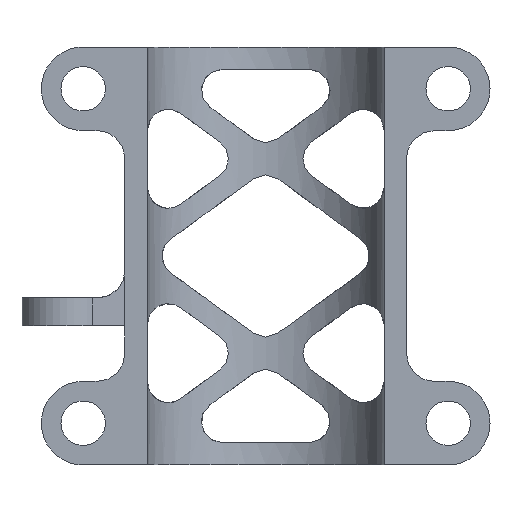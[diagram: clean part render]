
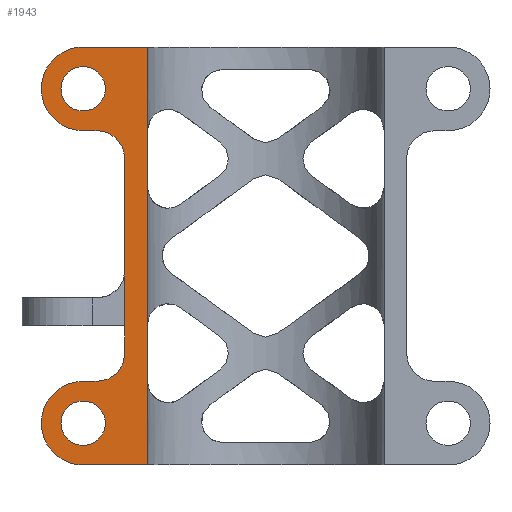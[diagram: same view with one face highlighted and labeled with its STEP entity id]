
A CAD part, front view. The second image highlights one B-rep face of the part: STEP entity #1943.
In plain terms, the highlighted planar face has unit normal (0, -1, 0).
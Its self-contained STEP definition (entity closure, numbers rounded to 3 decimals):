
#337=FACE_BOUND('',#802,.T.);
#338=FACE_BOUND('',#803,.T.);
#372=PLANE('',#2113);
#387=LINE('',#2740,#499);
#391=LINE('',#2787,#503);
#394=LINE('',#2911,#506);
#425=LINE('',#3489,#537);
#457=LINE('',#3814,#569);
#465=LINE('',#3881,#577);
#466=LINE('',#3882,#578);
#467=LINE('',#3884,#579);
#471=LINE('',#3898,#583);
#472=LINE('',#3901,#584);
#473=LINE('',#3902,#585);
#474=LINE('',#3903,#586);
#499=VECTOR('',#2202,10.);
#503=VECTOR('',#2224,10.);
#506=VECTOR('',#2245,10.);
#537=VECTOR('',#2380,10.);
#569=VECTOR('',#2488,10.);
#577=VECTOR('',#2514,10.);
#578=VECTOR('',#2515,10.);
#579=VECTOR('',#2516,10.);
#583=VECTOR('',#2532,10.);
#584=VECTOR('',#2535,10.);
#585=VECTOR('',#2536,10.);
#586=VECTOR('',#2537,10.);
#708=FACE_OUTER_BOUND('',#801,.T.);
#801=EDGE_LOOP('',(#1753,#1754,#1755,#1756,#1757,#1758,#1759,#1760,#1761,
#1762,#1763,#1764,#1765,#1766,#1767,#1768));
#802=EDGE_LOOP('',(#1769));
#803=EDGE_LOOP('',(#1770));
#827=B_SPLINE_CURVE_WITH_KNOTS('',3,(#2702,#2703,#2704,#2705,#2706,#2707,
#2708,#2709,#2710,#2711),.UNSPECIFIED.,.F.,.F.,(4,2,2,2,4),(0.148,
0.185,0.222,0.259,0.296),
 .UNSPECIFIED.);
#858=B_SPLINE_CURVE_WITH_KNOTS('',3,(#3230,#3231,#3232,#3233,#3234,#3235,
#3236,#3237,#3238,#3239),.UNSPECIFIED.,.F.,.F.,(4,2,2,2,4),(0.296,
0.333,0.37,0.407,0.444),
 .UNSPECIFIED.);
#915=CIRCLE('',#2110,0.8);
#916=CIRCLE('',#2112,1.5);
#917=CIRCLE('',#2114,1.5);
#918=CIRCLE('',#2115,0.8);
#970=VERTEX_POINT('',#2699);
#971=VERTEX_POINT('',#2701);
#977=VERTEX_POINT('',#2738);
#987=VERTEX_POINT('',#2786);
#1005=VERTEX_POINT('',#2908);
#1006=VERTEX_POINT('',#2910);
#1049=VERTEX_POINT('',#3229);
#1073=VERTEX_POINT('',#3457);
#1075=VERTEX_POINT('',#3488);
#1100=VERTEX_POINT('',#3749);
#1102=VERTEX_POINT('',#3780);
#1109=VERTEX_POINT('',#3879);
#1110=VERTEX_POINT('',#3883);
#1112=VERTEX_POINT('',#3889);
#1113=VERTEX_POINT('',#3893);
#1114=VERTEX_POINT('',#3897);
#1115=VERTEX_POINT('',#3899);
#1116=VERTEX_POINT('',#3904);
#1132=EDGE_CURVE('',#970,#971,#827,.T.);
#1141=EDGE_CURVE('',#977,#970,#387,.T.);
#1153=EDGE_CURVE('',#987,#971,#391,.T.);
#1172=EDGE_CURVE('',#1005,#1006,#394,.T.);
#1219=EDGE_CURVE('',#1006,#1049,#858,.T.);
#1264=EDGE_CURVE('',#1075,#1073,#425,.T.);
#1321=EDGE_CURVE('',#1100,#1102,#457,.T.);
#1334=EDGE_CURVE('',#1073,#1109,#465,.T.);
#1335=EDGE_CURVE('',#1102,#1075,#466,.T.);
#1336=EDGE_CURVE('',#1110,#1100,#467,.T.);
#1340=EDGE_CURVE('',#1112,#1112,#915,.T.);
#1341=EDGE_CURVE('',#1113,#977,#916,.T.);
#1343=EDGE_CURVE('',#1114,#1109,#471,.T.);
#1344=EDGE_CURVE('',#1115,#1114,#917,.T.);
#1345=EDGE_CURVE('',#1049,#1115,#472,.T.);
#1346=EDGE_CURVE('',#987,#1005,#473,.T.);
#1347=EDGE_CURVE('',#1110,#1113,#474,.T.);
#1348=EDGE_CURVE('',#1116,#1116,#918,.T.);
#1753=ORIENTED_EDGE('',*,*,#1336,.T.);
#1754=ORIENTED_EDGE('',*,*,#1321,.T.);
#1755=ORIENTED_EDGE('',*,*,#1335,.T.);
#1756=ORIENTED_EDGE('',*,*,#1264,.T.);
#1757=ORIENTED_EDGE('',*,*,#1334,.T.);
#1758=ORIENTED_EDGE('',*,*,#1343,.F.);
#1759=ORIENTED_EDGE('',*,*,#1344,.F.);
#1760=ORIENTED_EDGE('',*,*,#1345,.F.);
#1761=ORIENTED_EDGE('',*,*,#1219,.F.);
#1762=ORIENTED_EDGE('',*,*,#1172,.F.);
#1763=ORIENTED_EDGE('',*,*,#1346,.F.);
#1764=ORIENTED_EDGE('',*,*,#1153,.T.);
#1765=ORIENTED_EDGE('',*,*,#1132,.F.);
#1766=ORIENTED_EDGE('',*,*,#1141,.F.);
#1767=ORIENTED_EDGE('',*,*,#1341,.F.);
#1768=ORIENTED_EDGE('',*,*,#1347,.F.);
#1769=ORIENTED_EDGE('',*,*,#1340,.F.);
#1770=ORIENTED_EDGE('',*,*,#1348,.F.);
#1943=ADVANCED_FACE('',(#708,#337,#338),#372,.T.);
#2110=AXIS2_PLACEMENT_3D('',#3891,#2523,#2524);
#2112=AXIS2_PLACEMENT_3D('',#3894,#2527,#2528);
#2113=AXIS2_PLACEMENT_3D('',#3896,#2530,#2531);
#2114=AXIS2_PLACEMENT_3D('',#3900,#2533,#2534);
#2115=AXIS2_PLACEMENT_3D('',#3905,#2538,#2539);
#2202=DIRECTION('',(1.,0.,0.));
#2224=DIRECTION('',(0.,0.,-1.));
#2245=DIRECTION('',(0.,0.,1.));
#2380=DIRECTION('',(0.,0.,1.));
#2488=DIRECTION('',(0.,0.,1.));
#2514=DIRECTION('',(0.,0.,1.));
#2515=DIRECTION('',(0.,0.,1.));
#2516=DIRECTION('',(0.,0.,1.));
#2523=DIRECTION('center_axis',(0.,-1.,0.));
#2524=DIRECTION('ref_axis',(1.,0.,0.));
#2527=DIRECTION('center_axis',(0.,1.,0.));
#2528=DIRECTION('ref_axis',(-1.,0.,0.));
#2530=DIRECTION('center_axis',(0.,-1.,0.));
#2531=DIRECTION('ref_axis',(1.,0.,0.));
#2532=DIRECTION('',(1.,0.,0.));
#2533=DIRECTION('center_axis',(0.,1.,0.));
#2534=DIRECTION('ref_axis',(-1.,0.,0.));
#2535=DIRECTION('',(-1.,0.,0.));
#2536=DIRECTION('',(0.,0.,1.));
#2537=DIRECTION('',(-1.,0.,0.));
#2538=DIRECTION('center_axis',(0.,-1.,0.));
#2539=DIRECTION('ref_axis',(1.,0.,0.));
#2699=CARTESIAN_POINT('',(-6.05,0.05,-2.));
#2701=CARTESIAN_POINT('',(-5.05,0.05,-1.));
#2702=CARTESIAN_POINT('Ctrl Pts',(-6.05,0.05,
-2.));
#2703=CARTESIAN_POINT('Ctrl Pts',(-5.926,0.05,-2.));
#2704=CARTESIAN_POINT('Ctrl Pts',(-5.781,0.05,
-1.971));
#2705=CARTESIAN_POINT('Ctrl Pts',(-5.553,0.05,
-1.877));
#2706=CARTESIAN_POINT('Ctrl Pts',(-5.43,0.05,
-1.794));
#2707=CARTESIAN_POINT('Ctrl Pts',(-5.255,0.05,
-1.62));
#2708=CARTESIAN_POINT('Ctrl Pts',(-5.173,0.05,
-1.497));
#2709=CARTESIAN_POINT('Ctrl Pts',(-5.079,0.05,
-1.269));
#2710=CARTESIAN_POINT('Ctrl Pts',(-5.05,0.05,
-1.123));
#2711=CARTESIAN_POINT('Ctrl Pts',(-5.05,0.05,
-1.));
#2738=CARTESIAN_POINT('',(-6.55,0.05,-2.));
#2740=CARTESIAN_POINT('',(-6.55,0.05,-2.));
#2786=CARTESIAN_POINT('',(-5.05,0.05,0.));
#2787=CARTESIAN_POINT('',(-5.05,0.05,0.));
#2908=CARTESIAN_POINT('',(-5.05,0.05,2.));
#2910=CARTESIAN_POINT('',(-5.05,0.05,6.));
#2911=CARTESIAN_POINT('',(-5.05,0.05,0.));
#3229=CARTESIAN_POINT('',(-6.05,0.05,7.));
#3230=CARTESIAN_POINT('Ctrl Pts',(-5.05,0.05,
6.));
#3231=CARTESIAN_POINT('Ctrl Pts',(-5.05,0.05,
6.123));
#3232=CARTESIAN_POINT('Ctrl Pts',(-5.079,0.05,
6.269));
#3233=CARTESIAN_POINT('Ctrl Pts',(-5.173,0.05,
6.497));
#3234=CARTESIAN_POINT('Ctrl Pts',(-5.255,0.05,
6.62));
#3235=CARTESIAN_POINT('Ctrl Pts',(-5.43,0.05,
6.794));
#3236=CARTESIAN_POINT('Ctrl Pts',(-5.553,0.05,
6.877));
#3237=CARTESIAN_POINT('Ctrl Pts',(-5.781,0.05,
6.971));
#3238=CARTESIAN_POINT('Ctrl Pts',(-5.926,0.05,7.));
#3239=CARTESIAN_POINT('Ctrl Pts',(-6.05,0.05,
7.));
#3457=CARTESIAN_POINT('',(-4.25,0.05,7.014));
#3488=CARTESIAN_POINT('',(-4.25,0.05,4.961));
#3489=CARTESIAN_POINT('',(-4.25,0.05,0.));
#3749=CARTESIAN_POINT('',(-4.25,0.05,-2.014));
#3780=CARTESIAN_POINT('',(-4.25,0.05,0.039));
#3814=CARTESIAN_POINT('',(-4.25,0.05,0.));
#3879=CARTESIAN_POINT('',(-4.25,0.05,10.));
#3881=CARTESIAN_POINT('',(-4.25,0.05,0.));
#3882=CARTESIAN_POINT('',(-4.25,0.05,0.));
#3883=CARTESIAN_POINT('',(-4.25,0.05,-5.));
#3884=CARTESIAN_POINT('',(-4.25,0.05,0.));
#3889=CARTESIAN_POINT('',(-7.35,0.05,-3.5));
#3891=CARTESIAN_POINT('Origin',(-6.55,0.05,-3.5));
#3893=CARTESIAN_POINT('',(-6.55,0.05,-5.));
#3894=CARTESIAN_POINT('Origin',(-6.55,0.05,-3.5));
#3896=CARTESIAN_POINT('Origin',(-5.05,0.05,0.));
#3897=CARTESIAN_POINT('',(-6.55,0.05,10.));
#3898=CARTESIAN_POINT('',(-6.55,0.05,10.));
#3899=CARTESIAN_POINT('',(-6.55,0.05,7.));
#3900=CARTESIAN_POINT('Origin',(-6.55,0.05,8.5));
#3901=CARTESIAN_POINT('',(-4.25,0.05,7.));
#3902=CARTESIAN_POINT('',(-5.05,0.05,0.));
#3903=CARTESIAN_POINT('',(-5.05,0.05,-5.));
#3904=CARTESIAN_POINT('',(-7.35,0.05,8.5));
#3905=CARTESIAN_POINT('Origin',(-6.55,0.05,8.5));
